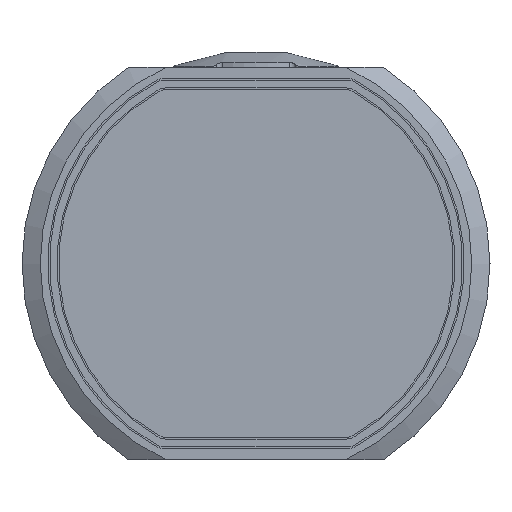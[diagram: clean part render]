
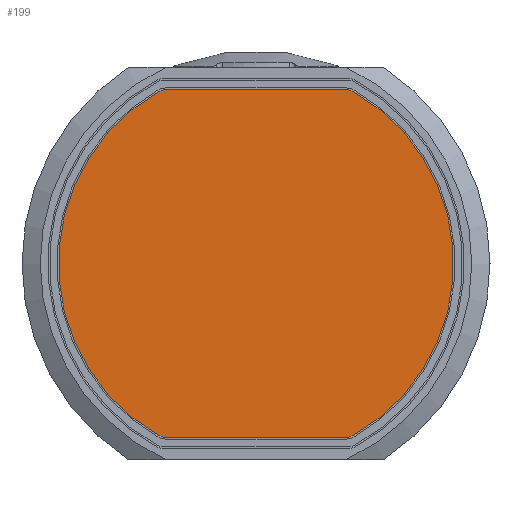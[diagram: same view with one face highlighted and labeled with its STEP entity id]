
A CAD part, left-side view. The second image highlights one B-rep face of the part: STEP entity #199.
In plain terms, the highlighted planar face has unit normal (-1, 0, 0).
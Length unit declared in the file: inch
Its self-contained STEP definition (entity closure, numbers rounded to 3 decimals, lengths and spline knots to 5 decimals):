
#83 = ORIENTED_EDGE ( 'NONE', *, *, #1473, .F. ) ;
#199 = ADVANCED_FACE ( 'NONE', ( #3657 ), #1490, .F. ) ;
#281 = CIRCLE ( 'NONE', #2531, 0.29921 ) ;
#340 = DIRECTION ( 'NONE',  ( 0., 0., -1. ) ) ;
#345 = CARTESIAN_POINT ( 'NONE',  ( 0.00197, -0.13415, -0.23622 ) ) ;
#600 = DIRECTION ( 'NONE',  ( 0., 0., -1. ) ) ;
#617 = DIRECTION ( 'NONE',  ( 1., 0., 0. ) ) ;
#663 = CARTESIAN_POINT ( 'NONE',  ( 0.00197, 0.13415, 0.23622 ) ) ;
#664 = DIRECTION ( 'NONE',  ( 0., 0., -1. ) ) ;
#690 = CIRCLE ( 'NONE', #1260, 0.02756 ) ;
#781 = CARTESIAN_POINT ( 'NONE',  ( 0.00197, -0.13415, 0.26378 ) ) ;
#843 = DIRECTION ( 'NONE',  ( 0., -1., 0. ) ) ;
#874 = VERTEX_POINT ( 'NONE', #3389 ) ;
#937 = AXIS2_PLACEMENT_3D ( 'NONE', #345, #3660, #600 ) ;
#981 = CIRCLE ( 'NONE', #3469, 0.02756 ) ;
#1131 = DIRECTION ( 'NONE',  ( 0., 1., 0. ) ) ;
#1245 = CARTESIAN_POINT ( 'NONE',  ( 0.00197, 0.14776, 0.26018 ) ) ;
#1260 = AXIS2_PLACEMENT_3D ( 'NONE', #1527, #617, #340 ) ;
#1266 = CARTESIAN_POINT ( 'NONE',  ( 0.00197, -0.13415, 0.23622 ) ) ;
#1286 = ORIENTED_EDGE ( 'NONE', *, *, #3930, .F. ) ;
#1337 = VECTOR ( 'NONE', #843, 39.37008 ) ;
#1360 = VERTEX_POINT ( 'NONE', #3635 ) ;
#1473 = EDGE_CURVE ( 'NONE', #1689, #3738, #690, .T. ) ;
#1490 = PLANE ( 'NONE',  #3828 ) ;
#1527 = CARTESIAN_POINT ( 'NONE',  ( 0.00197, 0.13415, -0.23622 ) ) ;
#1595 = DIRECTION ( 'NONE',  ( 1., 0., 0. ) ) ;
#1603 = ORIENTED_EDGE ( 'NONE', *, *, #1902, .F. ) ;
#1637 = CARTESIAN_POINT ( 'NONE',  ( 0.00197, -0.13415, -0.26378 ) ) ;
#1689 = VERTEX_POINT ( 'NONE', #3835 ) ;
#1786 = LINE ( 'NONE', #2364, #1337 ) ;
#1798 = ORIENTED_EDGE ( 'NONE', *, *, #1803, .T. ) ;
#1803 = EDGE_CURVE ( 'NONE', #1689, #2081, #1786, .T. ) ;
#1882 = DIRECTION ( 'NONE',  ( 0., 0., -1. ) ) ;
#1902 = EDGE_CURVE ( 'NONE', #3282, #874, #2238, .T. ) ;
#1919 = EDGE_LOOP ( 'NONE', ( #1798, #3504, #1286, #3574, #3831, #1603, #2908, #83 ) ) ;
#1990 = VERTEX_POINT ( 'NONE', #781 ) ;
#2053 = CARTESIAN_POINT ( 'NONE',  ( 0.00197, 0.13415, 0.26378 ) ) ;
#2081 = VERTEX_POINT ( 'NONE', #1637 ) ;
#2193 = DIRECTION ( 'NONE',  ( 1., 0., 0. ) ) ;
#2197 = DIRECTION ( 'NONE',  ( 0., 0., -1. ) ) ;
#2238 = CIRCLE ( 'NONE', #2806, 0.02756 ) ;
#2344 = EDGE_CURVE ( 'NONE', #3342, #2081, #3244, .T. ) ;
#2361 = CARTESIAN_POINT ( 'NONE',  ( 0.00197, 0., 0. ) ) ;
#2364 = CARTESIAN_POINT ( 'NONE',  ( 0.00197, -0.13415, -0.26378 ) ) ;
#2383 = DIRECTION ( 'NONE',  ( 1., 0., 0. ) ) ;
#2531 = AXIS2_PLACEMENT_3D ( 'NONE', #2361, #3280, #3541 ) ;
#2700 = CARTESIAN_POINT ( 'NONE',  ( 0.00197, 0.13512, 0.23839 ) ) ;
#2720 = DIRECTION ( 'NONE',  ( 0., 0., -1. ) ) ;
#2723 = EDGE_CURVE ( 'NONE', #3738, #3282, #3440, .T. ) ;
#2806 = AXIS2_PLACEMENT_3D ( 'NONE', #663, #2193, #1882 ) ;
#2827 = DIRECTION ( 'NONE',  ( 1., 0., 0. ) ) ;
#2908 = ORIENTED_EDGE ( 'NONE', *, *, #2723, .F. ) ;
#3146 = VECTOR ( 'NONE', #1131, 39.37008 ) ;
#3212 = CARTESIAN_POINT ( 'NONE',  ( 0.00197, -0.14776, -0.26018 ) ) ;
#3244 = CIRCLE ( 'NONE', #937, 0.02756 ) ;
#3280 = DIRECTION ( 'NONE',  ( 1., 0., 0. ) ) ;
#3282 = VERTEX_POINT ( 'NONE', #1245 ) ;
#3342 = VERTEX_POINT ( 'NONE', #3212 ) ;
#3381 = CARTESIAN_POINT ( 'NONE',  ( 0.00197, 0., 0. ) ) ;
#3389 = CARTESIAN_POINT ( 'NONE',  ( 0.00197, 0.13415, 0.26378 ) ) ;
#3440 = CIRCLE ( 'NONE', #3830, 0.29921 ) ;
#3469 = AXIS2_PLACEMENT_3D ( 'NONE', #1266, #2827, #664 ) ;
#3504 = ORIENTED_EDGE ( 'NONE', *, *, #2344, .F. ) ;
#3531 = EDGE_CURVE ( 'NONE', #1990, #874, #3581, .T. ) ;
#3541 = DIRECTION ( 'NONE',  ( 0., 0., -1. ) ) ;
#3574 = ORIENTED_EDGE ( 'NONE', *, *, #3673, .F. ) ;
#3581 = LINE ( 'NONE', #2053, #3146 ) ;
#3635 = CARTESIAN_POINT ( 'NONE',  ( 0.00197, -0.14776, 0.26018 ) ) ;
#3657 = FACE_OUTER_BOUND ( 'NONE', #1919, .T. ) ;
#3660 = DIRECTION ( 'NONE',  ( 1., 0., 0. ) ) ;
#3673 = EDGE_CURVE ( 'NONE', #1990, #1360, #981, .T. ) ;
#3738 = VERTEX_POINT ( 'NONE', #3807 ) ;
#3807 = CARTESIAN_POINT ( 'NONE',  ( 0.00197, 0.14776, -0.26018 ) ) ;
#3828 = AXIS2_PLACEMENT_3D ( 'NONE', #2700, #2383, #2720 ) ;
#3830 = AXIS2_PLACEMENT_3D ( 'NONE', #3381, #1595, #2197 ) ;
#3831 = ORIENTED_EDGE ( 'NONE', *, *, #3531, .T. ) ;
#3835 = CARTESIAN_POINT ( 'NONE',  ( 0.00197, 0.13415, -0.26378 ) ) ;
#3930 = EDGE_CURVE ( 'NONE', #1360, #3342, #281, .T. ) ;
